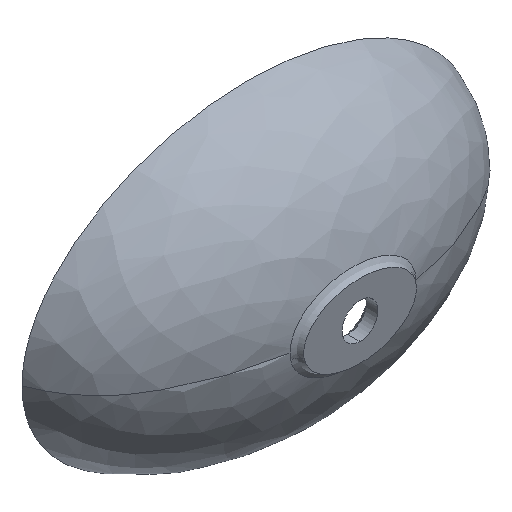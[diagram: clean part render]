
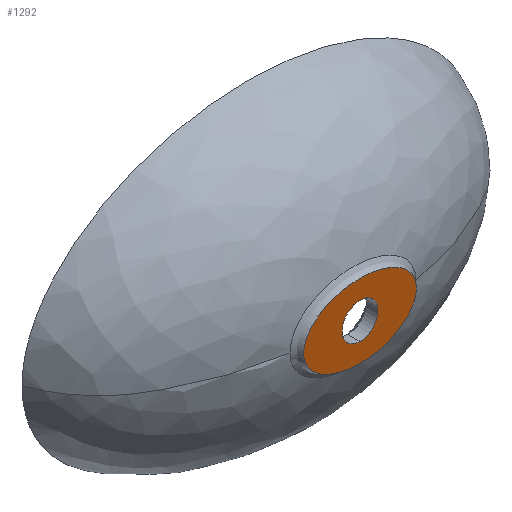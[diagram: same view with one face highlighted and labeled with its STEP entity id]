
A CAD part, isometric view. The second image highlights one B-rep face of the part: STEP entity #1292.
In plain terms, the highlighted planar face has unit normal (0, -1, 0).
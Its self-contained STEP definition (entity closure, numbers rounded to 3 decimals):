
#376 = AXIS2_PLACEMENT_3D ( 'NONE', #2769, #3103, #1816 ) ;
#404 = DIRECTION ( 'NONE',  ( 0., 0., 1. ) ) ;
#482 = CARTESIAN_POINT ( 'NONE',  ( 71.71, -145., 6.977 ) ) ;
#677 = CARTESIAN_POINT ( 'NONE',  ( -19.08, -145., 46.385 ) ) ;
#729 = EDGE_CURVE ( 'NONE', #2533, #1111, #3295, .T. ) ;
#775 = B_SPLINE_CURVE_WITH_KNOTS ( 'NONE', 3,
 ( #2733, #2738, #2960, #2959, #3092, #2950, #3098, #3083, #3088, #2949, #2966, #2942, #2739, #1765, #1703, #1773 ),
 .UNSPECIFIED., .F., .F.,
 ( 4, 1, 1, 1, 1, 1, 1, 1, 1, 1, 1, 1, 1, 4 ),
 ( 0.023, 0.042, 0.083, 0.125, 0.167, 0.208, 0.25, 0.292, 0.333, 0.375, 0.417, 0.458, 0.5, 0.523 ),
 .UNSPECIFIED. ) ;
#1047 = EDGE_CURVE ( 'NONE', #1111, #2533, #775, .T. ) ;
#1063 = CIRCLE ( 'NONE', #2954, 23.04 ) ;
#1111 = VERTEX_POINT ( 'NONE', #2456 ) ;
#1274 = FACE_BOUND ( 'NONE', #2473, .T. ) ;
#1292 = ADVANCED_FACE ( 'NONE', ( #1274, #1887 ), #1441, .T. ) ;
#1441 = PLANE ( 'NONE',  #2121 ) ;
#1451 = CARTESIAN_POINT ( 'NONE',  ( -23., -145., 0. ) ) ;
#1474 = DIRECTION ( 'NONE',  ( 0., -1., 0. ) ) ;
#1480 = DIRECTION ( 'NONE',  ( -1., 0., 0. ) ) ;
#1510 = ORIENTED_EDGE ( 'NONE', *, *, #2864, .T. ) ;
#1640 = CARTESIAN_POINT ( 'NONE',  ( 0., -145., -23.04 ) ) ;
#1703 = CARTESIAN_POINT ( 'NONE',  ( 72.233, -145., 4.672 ) ) ;
#1765 = CARTESIAN_POINT ( 'NONE',  ( 72.977, -145., -1.831 ) ) ;
#1773 = CARTESIAN_POINT ( 'NONE',  ( 71.71, -145., 6.977 ) ) ;
#1787 = ORIENTED_EDGE ( 'NONE', *, *, #3471, .T. ) ;
#1816 = DIRECTION ( 'NONE',  ( 0., 0., 1. ) ) ;
#1887 = FACE_OUTER_BOUND ( 'NONE', #2426, .T. ) ;
#1989 = ORIENTED_EDGE ( 'NONE', *, *, #1047, .T. ) ;
#2049 = CARTESIAN_POINT ( 'NONE',  ( 51.867, -145., 33.982 ) ) ;
#2121 = AXIS2_PLACEMENT_3D ( 'NONE', #1451, #1474, #1480 ) ;
#2227 = CARTESIAN_POINT ( 'NONE',  ( 0., -145., 23.04 ) ) ;
#2426 = EDGE_LOOP ( 'NONE', ( #1989, #3499 ) ) ;
#2444 = CARTESIAN_POINT ( 'NONE',  ( -72.474, -145., -1.458 ) ) ;
#2456 = CARTESIAN_POINT ( 'NONE',  ( -71.733, -145., -6.873 ) ) ;
#2468 = CARTESIAN_POINT ( 'NONE',  ( 71.71, -145., 6.977 ) ) ;
#2473 = EDGE_LOOP ( 'NONE', ( #1787, #1510 ) ) ;
#2499 = CARTESIAN_POINT ( 'NONE',  ( -70.315, -145., 13.265 ) ) ;
#2533 = VERTEX_POINT ( 'NONE', #482 ) ;
#2587 = CARTESIAN_POINT ( 'NONE',  ( 71.3, -145., 8.784 ) ) ;
#2673 = CARTESIAN_POINT ( 'NONE',  ( -72.311, -145., -3.756 ) ) ;
#2719 = CARTESIAN_POINT ( 'NONE',  ( -51.867, -145., 33.982 ) ) ;
#2733 = CARTESIAN_POINT ( 'NONE',  ( -71.733, -145., -6.873 ) ) ;
#2738 = CARTESIAN_POINT ( 'NONE',  ( -71.322, -145., -8.716 ) ) ;
#2739 = CARTESIAN_POINT ( 'NONE',  ( 70.798, -145., -12.501 ) ) ;
#2740 = CARTESIAN_POINT ( 'NONE',  ( 63.554, -145., 23.959 ) ) ;
#2769 = CARTESIAN_POINT ( 'NONE',  ( 0., -145., 0. ) ) ;
#2780 = CARTESIAN_POINT ( 'NONE',  ( 36.57, -145., 41.639 ) ) ;
#2782 = CARTESIAN_POINT ( 'NONE',  ( 19.08, -145., 46.385 ) ) ;
#2784 = CARTESIAN_POINT ( 'NONE',  ( 0., -145., 48.058 ) ) ;
#2815 = CARTESIAN_POINT ( 'NONE',  ( -36.57, -145., 41.639 ) ) ;
#2820 = CARTESIAN_POINT ( 'NONE',  ( -63.554, -145., 23.959 ) ) ;
#2864 = EDGE_CURVE ( 'NONE', #3101, #3547, #3108, .T. ) ;
#2880 = CARTESIAN_POINT ( 'NONE',  ( -72.179, -145., 5.62 ) ) ;
#2914 = CARTESIAN_POINT ( 'NONE',  ( -72.5, -145., 0.625 ) ) ;
#2923 = CARTESIAN_POINT ( 'NONE',  ( -72.5, -145., 0. ) ) ;
#2925 = CARTESIAN_POINT ( 'NONE',  ( -72.5, -145., -0.625 ) ) ;
#2942 = CARTESIAN_POINT ( 'NONE',  ( 63.554, -145., -23.959 ) ) ;
#2949 = CARTESIAN_POINT ( 'NONE',  ( 36.57, -145., -41.639 ) ) ;
#2950 = CARTESIAN_POINT ( 'NONE',  ( -36.57, -145., -41.639 ) ) ;
#2951 = CARTESIAN_POINT ( 'NONE',  ( -71.733, -145., -6.873 ) ) ;
#2954 = AXIS2_PLACEMENT_3D ( 'NONE', #3720, #3394, #404 ) ;
#2959 = CARTESIAN_POINT ( 'NONE',  ( -63.554, -145., -23.959 ) ) ;
#2960 = CARTESIAN_POINT ( 'NONE',  ( -69.465, -145., -14.61 ) ) ;
#2966 = CARTESIAN_POINT ( 'NONE',  ( 51.867, -145., -33.982 ) ) ;
#2991 = CARTESIAN_POINT ( 'NONE',  ( -72.057, -145., -5.424 ) ) ;
#3083 = CARTESIAN_POINT ( 'NONE',  ( 0., -145., -48.058 ) ) ;
#3088 = CARTESIAN_POINT ( 'NONE',  ( 19.08, -145., -46.385 ) ) ;
#3092 = CARTESIAN_POINT ( 'NONE',  ( -51.867, -145., -33.982 ) ) ;
#3098 = CARTESIAN_POINT ( 'NONE',  ( -19.08, -145., -46.385 ) ) ;
#3101 = VERTEX_POINT ( 'NONE', #1640 ) ;
#3103 = DIRECTION ( 'NONE',  ( 0., 1., 0. ) ) ;
#3108 = CIRCLE ( 'NONE', #376, 23.04 ) ;
#3295 = B_SPLINE_CURVE_WITH_KNOTS ( 'NONE', 3,
 ( #2468, #2587, #3380, #2740, #2049, #2780, #2782, #2784, #677, #2815, #2719, #2820, #2499, #2880, #3336, #2914, #2923, #2925, #2444, #2673, #2991, #2951 ),
 .UNSPECIFIED., .F., .F.,
 ( 4, 1, 1, 1, 1, 1, 1, 1, 1, 1, 1, 1, 1, 1, 3, 1, 1, 4 ),
 ( 0.523, 0.542, 0.583, 0.625, 0.667, 0.708, 0.75, 0.792, 0.833, 0.875, 0.917, 0.958, 0.992, 0.994, 1., 1.006, 1.008, 1.023 ),
 .UNSPECIFIED. ) ;
#3336 = CARTESIAN_POINT ( 'NONE',  ( -72.474, -145., 1.458 ) ) ;
#3380 = CARTESIAN_POINT ( 'NONE',  ( 69.444, -145., 14.642 ) ) ;
#3394 = DIRECTION ( 'NONE',  ( 0., 1., 0. ) ) ;
#3471 = EDGE_CURVE ( 'NONE', #3547, #3101, #1063, .T. ) ;
#3499 = ORIENTED_EDGE ( 'NONE', *, *, #729, .T. ) ;
#3547 = VERTEX_POINT ( 'NONE', #2227 ) ;
#3720 = CARTESIAN_POINT ( 'NONE',  ( 0., -145., 0. ) ) ;
